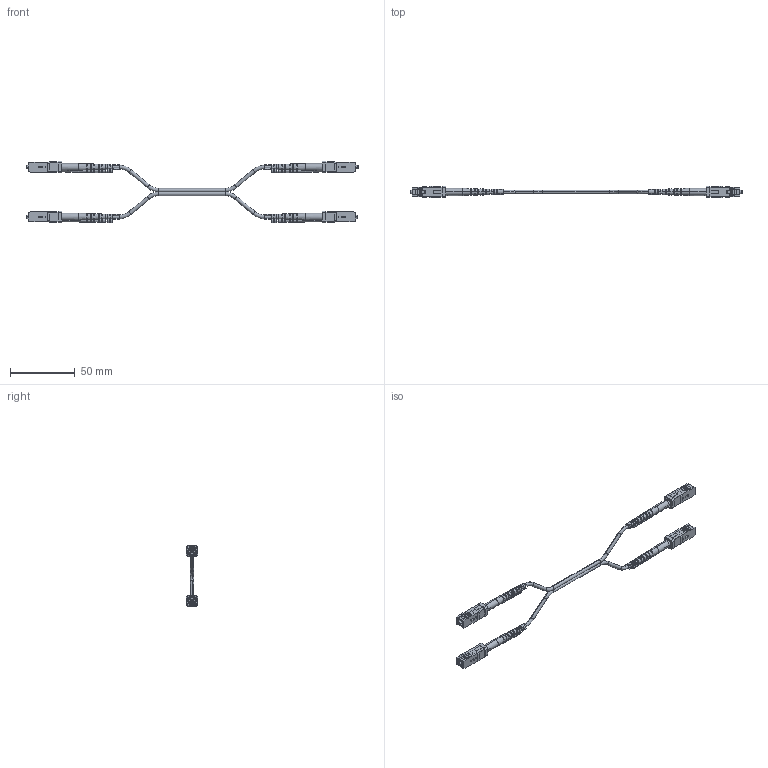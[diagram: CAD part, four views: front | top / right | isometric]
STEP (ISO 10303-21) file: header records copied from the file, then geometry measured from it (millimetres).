
FILE_DESCRIPTION (( 'STEP AP214' ), '1' );
FILE_NAME ('SFODBIFSC.STEP', '2013-04-12T20:04:18', ( 'x' ), ( '' ), 'SwSTEP 2.0', 'SolidWorks 2012', '' );
FILE_SCHEMA (( 'AUTOMOTIVE_DESIGN' ));
Length unit declared in the file: inch
Products named in the file (9): FOC-101BA_Without boot; FOC-101BA MA4; FOC-101BA MA1; FOC-101BA MA2; 1AF02-025-MA2; LBL-C3P-B; LBL-C3P-A; 1AL06-002_SP51463; SFODBIFSC
Assembly tree (16 placements, depth 3):
  SFODBIFSC
    1AL06-002_SP51463
    LBL-C3P-A  x2
    LBL-C3P-B  x2
    1AF02-025-MA2  x4
    FOC-101BA_Without boot  x4
      FOC-101BA MA2
      FOC-101BA MA1
      FOC-101BA MA4
Bounding box: 255.53 x 8.89 x 47.19 mm (x, y, z)
Volume: 8762.7 mm3; surface area: 18762.4 mm2
Topology: 21 solids, 21 shells, 1239 faces, 3717 edges, 2442 vertices
Faces by surface type: plane 964, cylinder 137, cone 96, torus 24, bspline 18
Entity records: 14563 total; most frequent: CARTESIAN_POINT 3189, ORIENTED_EDGE 2124, DIRECTION 1979, EDGE_CURVE 1062, VERTEX_POINT 691, LINE 663, VECTOR 663, AXIS2_PLACEMENT_3D 658
